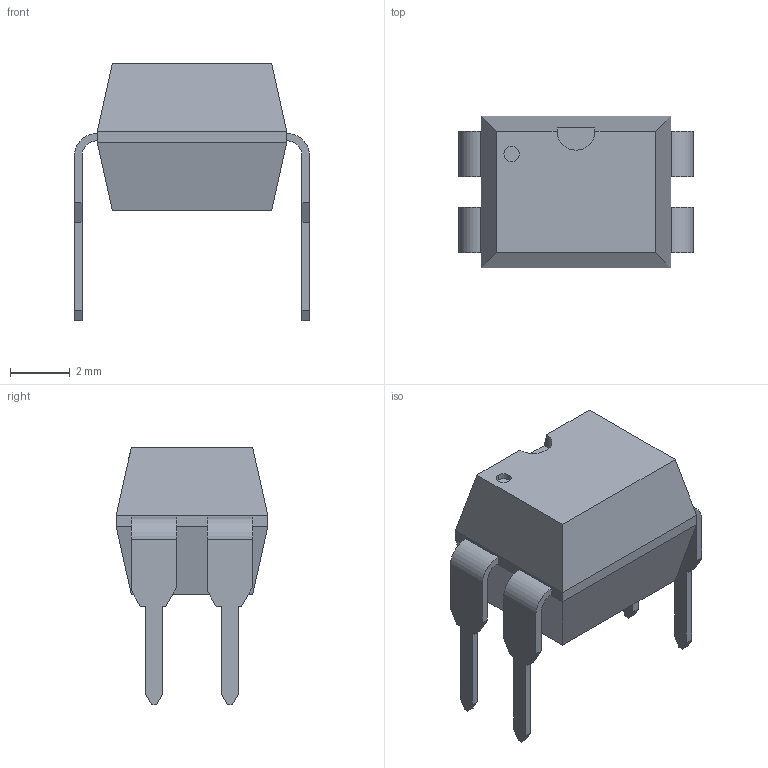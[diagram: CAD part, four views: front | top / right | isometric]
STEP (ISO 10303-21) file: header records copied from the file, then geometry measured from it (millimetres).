
FILE_DESCRIPTION((''),'2;1');
FILE_NAME('DIP4-300.stp','2012-05-24T13:50:11',(''),(''),'Mechanical Desktop 2011','Mechanical Desktop 2011',', , ');
FILE_SCHEMA(('AUTOMOTIVE_DESIGN { 1 2 10303 214 1 1 1 1 }'));
Length unit declared in the file: millimetre
Products named in the file (1): Product
Bounding box: 7.87 x 5.08 x 8.63 mm (x, y, z)
Volume: 140.8 mm3; surface area: 217.5 mm2
Topology: 5 solids, 5 shells, 93 faces, 236 edges, 154 vertices
Faces by surface type: plane 50, bspline 36, cylinder 7
Entity records: 2852 total; most frequent: CARTESIAN_POINT 648, ORIENTED_EDGE 472, DIRECTION 374, EDGE_CURVE 236, VECTOR 214, LINE 214, VERTEX_POINT 154, EDGE_LOOP 94
